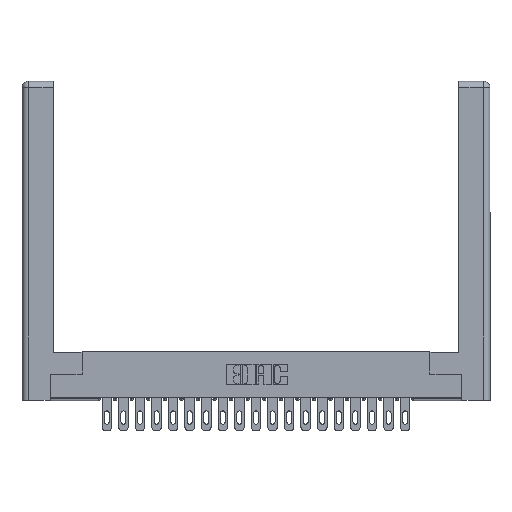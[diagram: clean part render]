
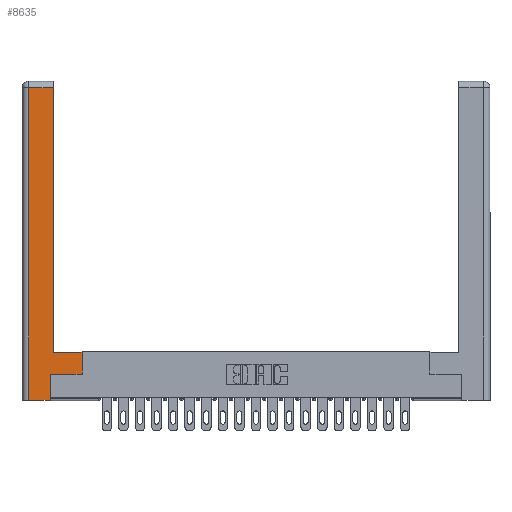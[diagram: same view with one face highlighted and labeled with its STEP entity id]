
A CAD part, top view. The second image highlights one B-rep face of the part: STEP entity #8635.
In plain terms, the highlighted planar face has unit normal (0, 0, 1).
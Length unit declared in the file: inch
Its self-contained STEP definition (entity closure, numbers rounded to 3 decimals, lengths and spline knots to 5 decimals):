
#50 = EDGE_CURVE ( 'NONE', #17825, #24146, #8276, .T. ) ;
#340 = CARTESIAN_POINT ( 'NONE',  ( 0.0615, 2.94, 0. ) ) ;
#1200 = LINE ( 'NONE', #13522, #18784 ) ;
#1255 = EDGE_CURVE ( 'NONE', #18877, #22603, #19556, .T. ) ;
#1495 = DIRECTION ( 'NONE',  ( 0., -1., 0. ) ) ;
#2098 = CARTESIAN_POINT ( 'NONE',  ( 0.565, 0.245, 0. ) ) ;
#2181 = LINE ( 'NONE', #25585, #18501 ) ;
#2186 = EDGE_CURVE ( 'NONE', #22603, #10436, #5978, .T. ) ;
#2483 = CARTESIAN_POINT ( 'NONE',  ( 0.295, 0.45, 0. ) ) ;
#3072 = ORIENTED_EDGE ( 'NONE', *, *, #50, .T. ) ;
#5198 = ORIENTED_EDGE ( 'NONE', *, *, #1255, .T. ) ;
#5206 = CARTESIAN_POINT ( 'NONE',  ( 0.295, 3., 0. ) ) ;
#5813 = DIRECTION ( 'NONE',  ( 1., 0., 0. ) ) ;
#5978 = LINE ( 'NONE', #340, #10736 ) ;
#6281 = EDGE_CURVE ( 'NONE', #23211, #8813, #25870, .T. ) ;
#6298 = ORIENTED_EDGE ( 'NONE', *, *, #2186, .T. ) ;
#6473 = ORIENTED_EDGE ( 'NONE', *, *, #14331, .T. ) ;
#6530 = VECTOR ( 'NONE', #22515, 39.37008 ) ;
#6726 = VECTOR ( 'NONE', #15600, 39.37008 ) ;
#7016 = DIRECTION ( 'NONE',  ( -1., 0., 0. ) ) ;
#8276 = LINE ( 'NONE', #15547, #18628 ) ;
#8433 = CARTESIAN_POINT ( 'NONE',  ( 0.295, 2.94, 0. ) ) ;
#8487 = ORIENTED_EDGE ( 'NONE', *, *, #25190, .T. ) ;
#8635 = ADVANCED_FACE ( 'NONE', ( #14994 ), #23193, .F. ) ;
#8813 = VERTEX_POINT ( 'NONE', #11752 ) ;
#9762 = ORIENTED_EDGE ( 'NONE', *, *, #6281, .T. ) ;
#10436 = VERTEX_POINT ( 'NONE', #13084 ) ;
#10688 = AXIS2_PLACEMENT_3D ( 'NONE', #21191, #12970, #7016 ) ;
#10713 = CARTESIAN_POINT ( 'NONE',  ( 0.565, 0.245, 0. ) ) ;
#10736 = VECTOR ( 'NONE', #24694, 39.37008 ) ;
#10829 = VERTEX_POINT ( 'NONE', #21989 ) ;
#11752 = CARTESIAN_POINT ( 'NONE',  ( 0.565, 0.45, 0. ) ) ;
#12330 = VECTOR ( 'NONE', #25530, 39.37008 ) ;
#12970 = DIRECTION ( 'NONE',  ( 0., 0., -1. ) ) ;
#13084 = CARTESIAN_POINT ( 'NONE',  ( 0.0615, 2.94, 0. ) ) ;
#13418 = EDGE_LOOP ( 'NONE', ( #5198, #6298, #19352, #3072, #8487, #24887, #9762, #6473 ) ) ;
#13522 = CARTESIAN_POINT ( 'NONE',  ( 0.0615, 0., 0. ) ) ;
#13821 = DIRECTION ( 'NONE',  ( 0., 1., 0. ) ) ;
#14331 = EDGE_CURVE ( 'NONE', #8813, #18877, #17088, .T. ) ;
#14994 = FACE_OUTER_BOUND ( 'NONE', #13418, .T. ) ;
#15547 = CARTESIAN_POINT ( 'NONE',  ( 0.265, 0., 0. ) ) ;
#15600 = DIRECTION ( 'NONE',  ( -1., 0., 0. ) ) ;
#15747 = CARTESIAN_POINT ( 'NONE',  ( 0.565, 0.45, 0. ) ) ;
#17088 = LINE ( 'NONE', #25663, #6726 ) ;
#17825 = VERTEX_POINT ( 'NONE', #24517 ) ;
#18501 = VECTOR ( 'NONE', #23506, 39.37008 ) ;
#18628 = VECTOR ( 'NONE', #5813, 39.37008 ) ;
#18784 = VECTOR ( 'NONE', #1495, 39.37008 ) ;
#18877 = VERTEX_POINT ( 'NONE', #2483 ) ;
#19352 = ORIENTED_EDGE ( 'NONE', *, *, #25719, .T. ) ;
#19430 = EDGE_CURVE ( 'NONE', #10829, #23211, #21962, .T. ) ;
#19556 = LINE ( 'NONE', #5206, #12330 ) ;
#19905 = VECTOR ( 'NONE', #13821, 39.37008 ) ;
#21191 = CARTESIAN_POINT ( 'NONE',  ( 0., 0., 0. ) ) ;
#21962 = LINE ( 'NONE', #2098, #6530 ) ;
#21989 = CARTESIAN_POINT ( 'NONE',  ( 0.265, 0.245, 0. ) ) ;
#22515 = DIRECTION ( 'NONE',  ( 1., 0., 0. ) ) ;
#22603 = VERTEX_POINT ( 'NONE', #8433 ) ;
#23193 = PLANE ( 'NONE',  #10688 ) ;
#23211 = VERTEX_POINT ( 'NONE', #10713 ) ;
#23506 = DIRECTION ( 'NONE',  ( 0., 1., 0. ) ) ;
#23577 = CARTESIAN_POINT ( 'NONE',  ( 0.265, 0., 0. ) ) ;
#24146 = VERTEX_POINT ( 'NONE', #23577 ) ;
#24517 = CARTESIAN_POINT ( 'NONE',  ( 0.0615, 0., 0. ) ) ;
#24694 = DIRECTION ( 'NONE',  ( -1., 0., 0. ) ) ;
#24887 = ORIENTED_EDGE ( 'NONE', *, *, #19430, .T. ) ;
#25190 = EDGE_CURVE ( 'NONE', #24146, #10829, #2181, .T. ) ;
#25530 = DIRECTION ( 'NONE',  ( 0., 1., 0. ) ) ;
#25585 = CARTESIAN_POINT ( 'NONE',  ( 0.265, 0.245, 0. ) ) ;
#25663 = CARTESIAN_POINT ( 'NONE',  ( 0.295, 0.45, 0. ) ) ;
#25719 = EDGE_CURVE ( 'NONE', #10436, #17825, #1200, .T. ) ;
#25870 = LINE ( 'NONE', #15747, #19905 ) ;
